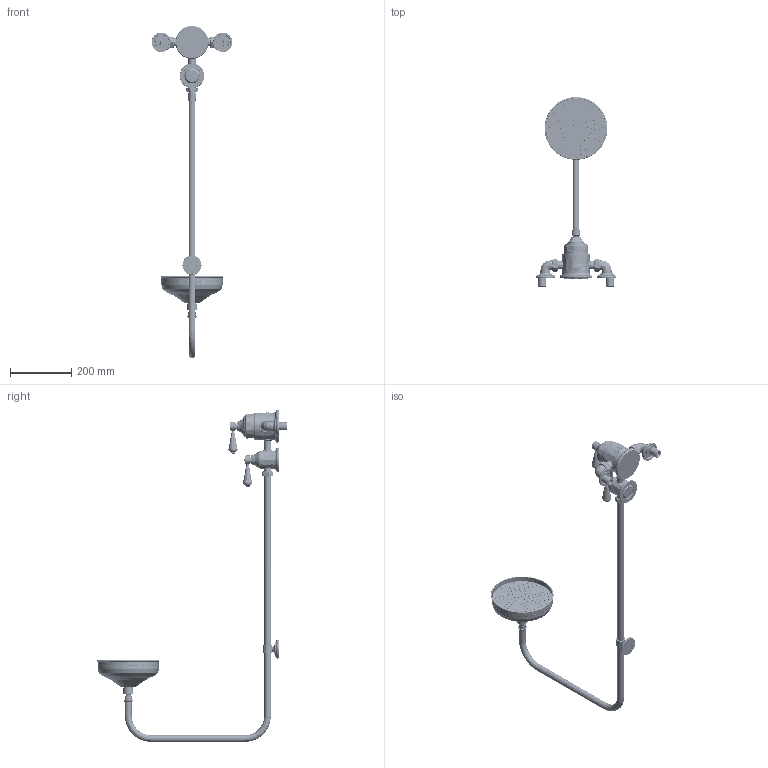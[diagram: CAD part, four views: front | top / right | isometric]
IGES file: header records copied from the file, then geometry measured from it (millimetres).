
Global section: file name: V2K2- SB SC; native system: Autodesk Inventor 2018; preprocessor: unknown; author: aduggalther; date: 20171222.085920; units: millimetre
Bounding box: 263.39 x 619.49 x 1081.31 mm (x, y, z)
Volume: 2560542.9 mm3; surface area: 716593.3 mm2
Topology: 111 solids, 116 shells, 3865 faces, 10285 edges, 7025 vertices
Faces by surface type: bspline 3865
